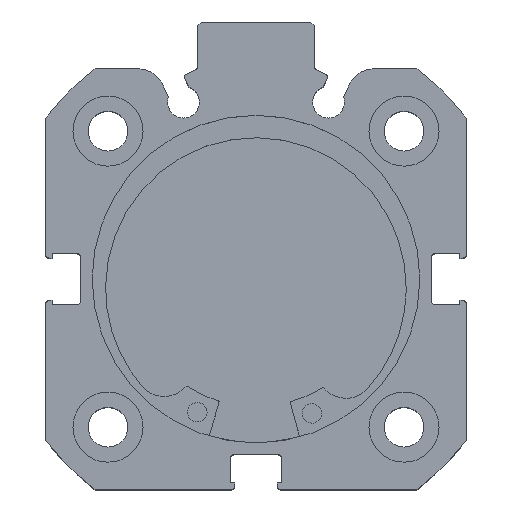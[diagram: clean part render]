
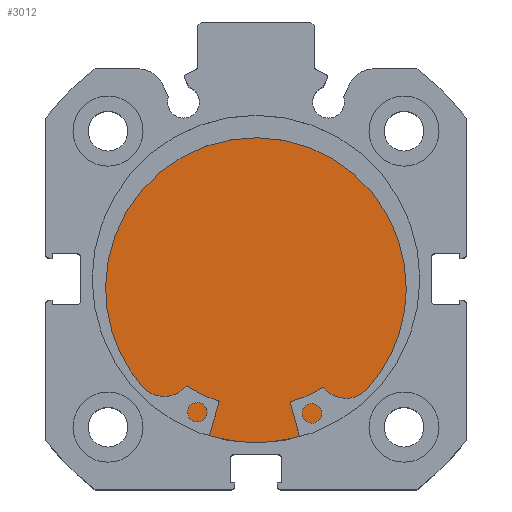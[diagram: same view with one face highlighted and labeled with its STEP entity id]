
A CAD part, top view. The second image highlights one B-rep face of the part: STEP entity #3012.
In plain terms, the highlighted face is planar.
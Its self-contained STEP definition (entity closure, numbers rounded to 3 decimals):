
#14 = CARTESIAN_POINT ( 'NONE',  ( 8.5, 21., 0. ) ) ;
#406 = DIRECTION ( 'NONE',  ( 0., 0., 1. ) ) ;
#407 = DIRECTION ( 'NONE',  ( -1., 0., 0. ) ) ;
#410 = PLANE ( 'NONE',  #3705 ) ;
#903 = CIRCLE ( 'NONE', #3921, 21. ) ;
#930 = CIRCLE ( 'NONE', #3927, 21. ) ;
#1551 = CARTESIAN_POINT ( 'NONE',  ( 8.5, 0., 21. ) ) ;
#1557 = CARTESIAN_POINT ( 'NONE',  ( 8.5, 0., -21. ) ) ;
#3012 = ADVANCED_FACE ( 'NONE', ( #5423 ), #410, .F. ) ;
#3582 = CARTESIAN_POINT ( 'NONE',  ( 8.5, 0., 0. ) ) ;
#3584 = DIRECTION ( 'NONE',  ( -1., 0., 0. ) ) ;
#3585 = DIRECTION ( 'NONE',  ( 0., 0., 1. ) ) ;
#3626 = CARTESIAN_POINT ( 'NONE',  ( 8.5, 0., 0. ) ) ;
#3628 = DIRECTION ( 'NONE',  ( -1., 0., 0. ) ) ;
#3629 = DIRECTION ( 'NONE',  ( 0., 0., 1. ) ) ;
#3705 = AXIS2_PLACEMENT_3D ( 'NONE', #14, #407, #406 ) ;
#3921 = AXIS2_PLACEMENT_3D ( 'NONE', #3582, #3584, #3585 ) ;
#3927 = AXIS2_PLACEMENT_3D ( 'NONE', #3626, #3628, #3629 ) ;
#4536 = VERTEX_POINT ( 'NONE', #1557 ) ;
#4542 = VERTEX_POINT ( 'NONE', #1551 ) ;
#4690 = EDGE_LOOP ( 'NONE', ( #6543, #6542 ) ) ;
#5423 = FACE_OUTER_BOUND ( 'NONE', #4690, .T. ) ;
#5912 = EDGE_CURVE ( 'NONE', #4542, #4536, #903, .T. ) ;
#5930 = EDGE_CURVE ( 'NONE', #4536, #4542, #930, .T. ) ;
#6542 = ORIENTED_EDGE ( 'NONE', *, *, #5930, .F. ) ;
#6543 = ORIENTED_EDGE ( 'NONE', *, *, #5912, .F. ) ;
